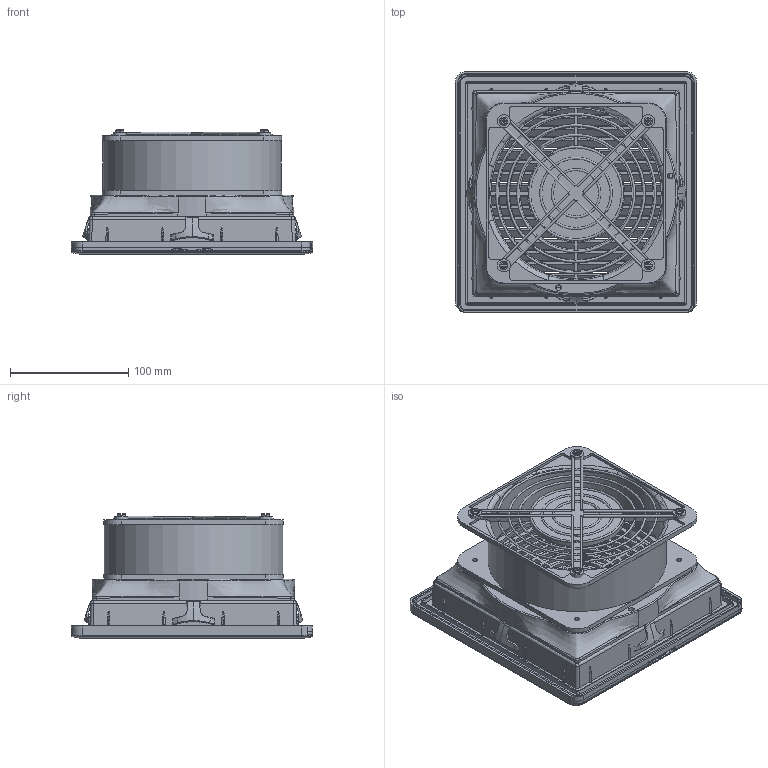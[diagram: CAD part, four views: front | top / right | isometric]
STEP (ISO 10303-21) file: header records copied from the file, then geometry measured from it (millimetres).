
FILE_DESCRIPTION(/* description */ (''),/* implementation_level */ '2;1');
FILE_NAME(/* name */ '204+风机.stp',/* time_stamp */ '2022-12-12T15:02:36+08:00',/* author */ (''),/* organization */ (''),/* preprocessor_version */ 'ST-DEVELOPER v16.7',/* originating_system */ 'SIEMENS PLM Software NX 12.0',/* authorisation */ '');
FILE_SCHEMA (('AUTOMOTIVE_DESIGN { 1 0 10303 214 3 1 1 1 }'));
Length unit declared in the file: millimetre
Products named in the file (1): Admi71DC8523ralw
Bounding box: 204 x 203.74 x 105.5 mm (x, y, z)
Volume: 322806.6 mm3; surface area: 374728.5 mm2
Topology: 9 solids, 9 shells, 2164 faces, 6270 edges, 4086 vertices
Faces by surface type: plane 1227, cylinder 458, cone 237, bspline 190, torus 48, sphere 4
Full cylindrical faces by diameter (mm): 1.84 x8, 3 x4, 3.3 x8, 3.38 x4, 3.99 x4, 4.2 x8, 5 x22, 7 x5, 8 x1, 11 x16, 146.5 x1, 151.1 x1
Entity records: 93228 total; most frequent: CARTESIAN_POINT 38386, ORIENTED_EDGE 11962, DIRECTION 10488, EDGE_CURVE 5981, VERTEX_POINT 3952, AXIS2_PLACEMENT_3D 3698, LINE 3092, VECTOR 3092
